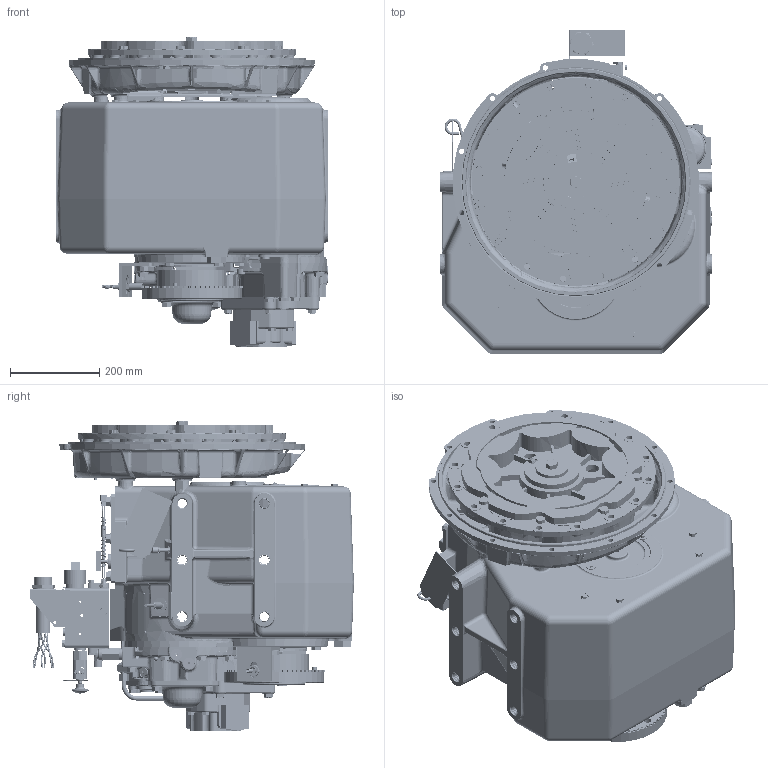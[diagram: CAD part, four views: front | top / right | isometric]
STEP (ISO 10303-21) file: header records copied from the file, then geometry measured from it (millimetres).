
FILE_DESCRIPTION (( 'STEP AP214' ), '1' );
FILE_NAME ('1027662D.STEP', '2017-09-26T13:27:34', ( '' ), ( '' ), 'SwSTEP 2.0', 'SolidWorks 2015', '' );
FILE_SCHEMA (( 'AUTOMOTIVE_DESIGN' ));
Length unit declared in the file: millimetre
Products named in the file (1): 1027662D
Bounding box: 610.71 x 726.2 x 693.52 mm (x, y, z)
Surface area: 3918942.8 mm2 (no closed solid volume)
Topology: 0 solids, 455 shells, 4531 faces, 17544 edges, 12865 vertices
Faces by surface type: plane 1640, cylinder 1220, bspline 749, cone 535, torus 279, sphere 108
Full cylindrical faces by diameter (mm): 2.54 x5, 2.794 x6, 2.896 x1, 4.8 x4, 5.131 x1, 6 x1, 6.3 x2, 6.35 x3, 7 x94, 7.705 x1, 7.709 x2, 7.749 x1, 7.88 x1, 8 x1, 8.5 x1, 9 x1, 9.335 x4, 9.538 x1, 10 x8, 10.003 x1, 11 x4, 11.906 x12, 12 x6, 12.046 x2, 12.5 x1, 12.954 x1, 13 x1, 13.8 x2, 14.732 x1, 15.316 x4
Entity records: 710964 total; most frequent: CARTESIAN_POINT 528339, DIRECTION 25634, ORIENTED_EDGE 24691, EDGE_CURVE 16820, VERTEX_POINT 12749, AXIS2_PLACEMENT_3D 9894, EDGE_LOOP 6203, CIRCLE 6111
